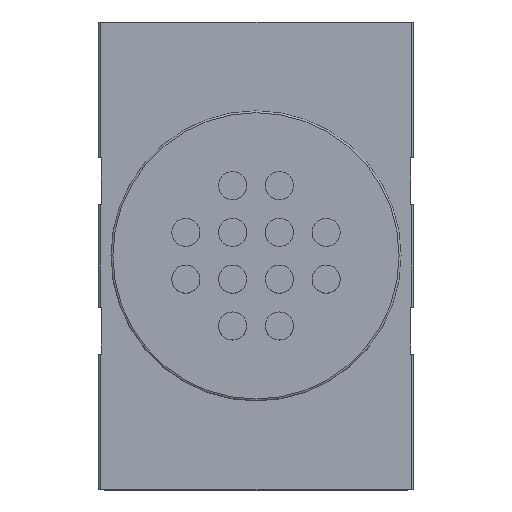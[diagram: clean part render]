
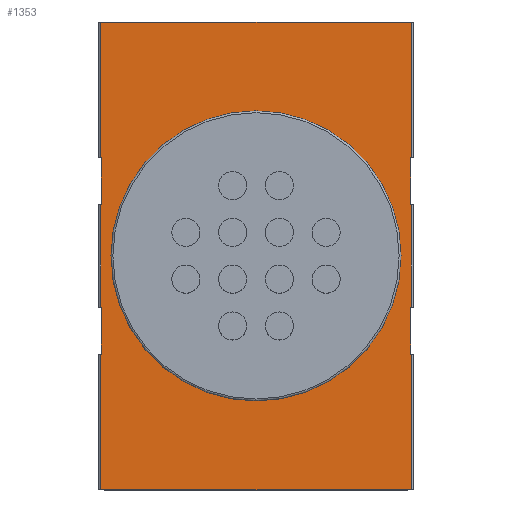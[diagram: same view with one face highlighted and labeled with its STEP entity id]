
A CAD part, top view. The second image highlights one B-rep face of the part: STEP entity #1353.
In plain terms, the highlighted planar face has unit normal (0, 0, 1).
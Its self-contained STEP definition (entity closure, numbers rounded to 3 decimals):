
#23=FACE_BOUND('',#199,.T.);
#53=PLANE('',#1465);
#114=FACE_OUTER_BOUND('',#198,.T.);
#198=EDGE_LOOP('',(#1005,#1006,#1007,#1008,#1009,#1010,#1011,#1012,#1013,
#1014,#1015,#1016,#1017,#1018,#1019,#1020,#1021,#1022,#1023,#1024));
#199=EDGE_LOOP('',(#1025));
#288=LINE('',#2022,#423);
#292=LINE('',#2033,#427);
#303=LINE('',#2060,#438);
#308=LINE('',#2069,#443);
#309=LINE('',#2071,#444);
#314=LINE('',#2081,#449);
#320=LINE('',#2096,#455);
#333=LINE('',#2123,#468);
#334=LINE('',#2125,#469);
#335=LINE('',#2127,#470);
#336=LINE('',#2129,#471);
#337=LINE('',#2131,#472);
#338=LINE('',#2133,#473);
#339=LINE('',#2135,#474);
#340=LINE('',#2137,#475);
#341=LINE('',#2139,#476);
#342=LINE('',#2140,#477);
#343=LINE('',#2142,#478);
#344=LINE('',#2144,#479);
#345=LINE('',#2145,#480);
#423=VECTOR('',#1599,1.);
#427=VECTOR('',#1607,1.);
#438=VECTOR('',#1624,1.);
#443=VECTOR('',#1631,1.);
#444=VECTOR('',#1634,1.);
#449=VECTOR('',#1645,1.);
#455=VECTOR('',#1657,1.);
#468=VECTOR('',#1682,1.);
#469=VECTOR('',#1683,1.);
#470=VECTOR('',#1684,1.);
#471=VECTOR('',#1685,1.);
#472=VECTOR('',#1686,1.);
#473=VECTOR('',#1687,1.);
#474=VECTOR('',#1688,1.);
#475=VECTOR('',#1689,1.);
#476=VECTOR('',#1690,1.);
#477=VECTOR('',#1691,1.);
#478=VECTOR('',#1692,1.);
#479=VECTOR('',#1693,1.);
#480=VECTOR('',#1694,1.);
#555=CIRCLE('',#1445,12.5);
#609=VERTEX_POINT('',#2010);
#613=VERTEX_POINT('',#2019);
#614=VERTEX_POINT('',#2021);
#618=VERTEX_POINT('',#2031);
#619=VERTEX_POINT('',#2032);
#631=VERTEX_POINT('',#2057);
#632=VERTEX_POINT('',#2059);
#635=VERTEX_POINT('',#2066);
#637=VERTEX_POINT('',#2080);
#643=VERTEX_POINT('',#2094);
#651=VERTEX_POINT('',#2122);
#652=VERTEX_POINT('',#2124);
#653=VERTEX_POINT('',#2126);
#654=VERTEX_POINT('',#2128);
#655=VERTEX_POINT('',#2130);
#656=VERTEX_POINT('',#2132);
#657=VERTEX_POINT('',#2134);
#658=VERTEX_POINT('',#2136);
#659=VERTEX_POINT('',#2138);
#660=VERTEX_POINT('',#2141);
#661=VERTEX_POINT('',#2143);
#738=EDGE_CURVE('',#609,#609,#555,.T.);
#742=EDGE_CURVE('',#614,#613,#288,.T.);
#747=EDGE_CURVE('',#618,#619,#292,.T.);
#760=EDGE_CURVE('',#632,#631,#303,.T.);
#765=EDGE_CURVE('',#635,#618,#308,.T.);
#766=EDGE_CURVE('',#613,#632,#309,.T.);
#771=EDGE_CURVE('',#637,#635,#314,.T.);
#779=EDGE_CURVE('',#643,#619,#320,.T.);
#792=EDGE_CURVE('',#643,#651,#333,.T.);
#793=EDGE_CURVE('',#651,#652,#334,.T.);
#794=EDGE_CURVE('',#652,#653,#335,.T.);
#795=EDGE_CURVE('',#654,#653,#336,.T.);
#796=EDGE_CURVE('',#654,#655,#337,.T.);
#797=EDGE_CURVE('',#655,#656,#338,.T.);
#798=EDGE_CURVE('',#656,#657,#339,.T.);
#799=EDGE_CURVE('',#657,#658,#340,.T.);
#800=EDGE_CURVE('',#658,#659,#341,.T.);
#801=EDGE_CURVE('',#659,#614,#342,.T.);
#802=EDGE_CURVE('',#631,#660,#343,.T.);
#803=EDGE_CURVE('',#660,#661,#344,.T.);
#804=EDGE_CURVE('',#637,#661,#345,.T.);
#1005=ORIENTED_EDGE('',*,*,#771,.T.);
#1006=ORIENTED_EDGE('',*,*,#765,.T.);
#1007=ORIENTED_EDGE('',*,*,#747,.T.);
#1008=ORIENTED_EDGE('',*,*,#779,.F.);
#1009=ORIENTED_EDGE('',*,*,#792,.T.);
#1010=ORIENTED_EDGE('',*,*,#793,.T.);
#1011=ORIENTED_EDGE('',*,*,#794,.T.);
#1012=ORIENTED_EDGE('',*,*,#795,.F.);
#1013=ORIENTED_EDGE('',*,*,#796,.T.);
#1014=ORIENTED_EDGE('',*,*,#797,.T.);
#1015=ORIENTED_EDGE('',*,*,#798,.T.);
#1016=ORIENTED_EDGE('',*,*,#799,.T.);
#1017=ORIENTED_EDGE('',*,*,#800,.T.);
#1018=ORIENTED_EDGE('',*,*,#801,.T.);
#1019=ORIENTED_EDGE('',*,*,#742,.T.);
#1020=ORIENTED_EDGE('',*,*,#766,.T.);
#1021=ORIENTED_EDGE('',*,*,#760,.T.);
#1022=ORIENTED_EDGE('',*,*,#802,.T.);
#1023=ORIENTED_EDGE('',*,*,#803,.T.);
#1024=ORIENTED_EDGE('',*,*,#804,.F.);
#1025=ORIENTED_EDGE('',*,*,#738,.T.);
#1353=ADVANCED_FACE('',(#114,#23),#53,.T.);
#1445=AXIS2_PLACEMENT_3D('',#2012,#1592,#1593);
#1465=AXIS2_PLACEMENT_3D('',#2121,#1680,#1681);
#1592=DIRECTION('center_axis',(0.,0.,-1.));
#1593=DIRECTION('ref_axis',(0.,1.,0.));
#1599=DIRECTION('',(-1.,0.,0.));
#1607=DIRECTION('',(-1.,0.,0.));
#1624=DIRECTION('',(1.,0.,0.));
#1631=DIRECTION('',(0.,-1.,0.));
#1634=DIRECTION('',(0.,1.,0.));
#1645=DIRECTION('',(1.,0.,0.));
#1657=DIRECTION('',(0.,1.,0.));
#1680=DIRECTION('center_axis',(0.,0.,1.));
#1681=DIRECTION('ref_axis',(1.,0.,0.));
#1682=DIRECTION('',(1.,0.,0.));
#1683=DIRECTION('',(0.,-1.,0.));
#1684=DIRECTION('',(-1.,0.,0.));
#1685=DIRECTION('',(0.,1.,0.));
#1686=DIRECTION('',(1.,0.,0.));
#1687=DIRECTION('',(0.,1.,0.));
#1688=DIRECTION('',(-1.,0.,0.));
#1689=DIRECTION('',(0.,1.,0.));
#1690=DIRECTION('',(1.,0.,0.));
#1691=DIRECTION('',(0.,1.,0.));
#1692=DIRECTION('',(0.,1.,0.));
#1693=DIRECTION('',(-1.,0.,0.));
#1694=DIRECTION('',(0.,1.,0.));
#2010=CARTESIAN_POINT('',(0.,-12.5,5.));
#2012=CARTESIAN_POINT('Origin',(0.,0.,5.));
#2019=CARTESIAN_POINT('',(16.56,5.5,5.));
#2021=CARTESIAN_POINT('',(16.6,5.5,5.));
#2022=CARTESIAN_POINT('',(-0.271,5.5,5.));
#2031=CARTESIAN_POINT('',(-16.56,5.5,5.));
#2032=CARTESIAN_POINT('',(-16.6,5.5,5.));
#2033=CARTESIAN_POINT('',(-0.271,5.5,5.));
#2057=CARTESIAN_POINT('',(16.6,10.5,5.));
#2059=CARTESIAN_POINT('',(16.56,10.5,5.));
#2060=CARTESIAN_POINT('',(-0.271,10.5,5.));
#2066=CARTESIAN_POINT('',(-16.56,10.5,5.));
#2069=CARTESIAN_POINT('',(-16.56,-9.75,5.));
#2071=CARTESIAN_POINT('',(16.56,-9.75,5.));
#2080=CARTESIAN_POINT('',(-16.6,10.5,5.));
#2081=CARTESIAN_POINT('',(-0.271,10.5,5.));
#2094=CARTESIAN_POINT('',(-16.6,-5.5,5.));
#2096=CARTESIAN_POINT('',(-16.6,-25.,5.));
#2121=CARTESIAN_POINT('Origin',(0.,-25.,5.));
#2122=CARTESIAN_POINT('',(-16.56,-5.5,5.));
#2123=CARTESIAN_POINT('',(-0.271,-5.5,5.));
#2124=CARTESIAN_POINT('',(-16.56,-10.5,5.));
#2125=CARTESIAN_POINT('',(-16.56,-17.75,5.));
#2126=CARTESIAN_POINT('',(-16.6,-10.5,5.));
#2127=CARTESIAN_POINT('',(-0.271,-10.5,5.));
#2128=CARTESIAN_POINT('',(-16.6,-25.,5.));
#2129=CARTESIAN_POINT('',(-16.6,-25.,5.));
#2130=CARTESIAN_POINT('',(16.6,-25.,5.));
#2131=CARTESIAN_POINT('',(-16.6,-25.,5.));
#2132=CARTESIAN_POINT('',(16.6,-10.5,5.));
#2133=CARTESIAN_POINT('',(16.6,-25.,5.));
#2134=CARTESIAN_POINT('',(16.56,-10.5,5.));
#2135=CARTESIAN_POINT('',(-0.271,-10.5,5.));
#2136=CARTESIAN_POINT('',(16.56,-5.5,5.));
#2137=CARTESIAN_POINT('',(16.56,-17.75,5.));
#2138=CARTESIAN_POINT('',(16.6,-5.5,5.));
#2139=CARTESIAN_POINT('',(-0.271,-5.5,5.));
#2140=CARTESIAN_POINT('',(16.6,-25.,5.));
#2141=CARTESIAN_POINT('',(16.6,25.,5.));
#2142=CARTESIAN_POINT('',(16.6,-25.,5.));
#2143=CARTESIAN_POINT('',(-16.6,25.,5.));
#2144=CARTESIAN_POINT('',(-16.6,25.,5.));
#2145=CARTESIAN_POINT('',(-16.6,-25.,5.));
